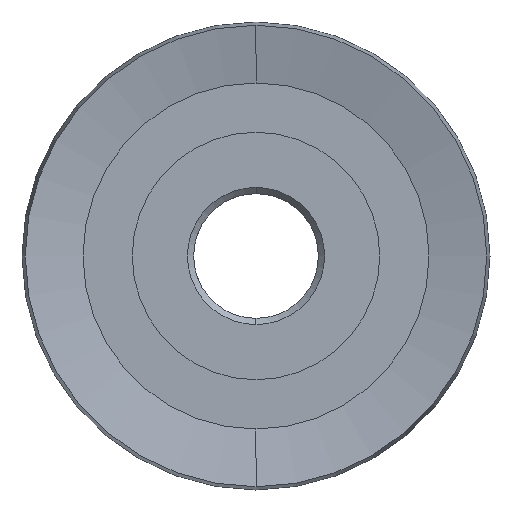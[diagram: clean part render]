
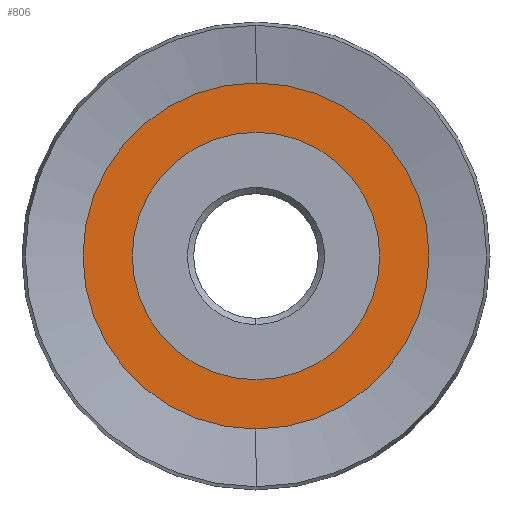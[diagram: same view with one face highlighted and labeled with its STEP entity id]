
A CAD part, left-side view. The second image highlights one B-rep face of the part: STEP entity #806.
In plain terms, the highlighted planar face has unit normal (-1, 0, 0).
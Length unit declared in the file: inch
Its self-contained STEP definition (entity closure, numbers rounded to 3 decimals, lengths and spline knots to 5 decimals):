
#23 = DIRECTION ( 'NONE',  ( -1., 0., 0. ) ) ;
#117 = CIRCLE ( 'NONE', #4512, 0.248 ) ;
#155 = FACE_BOUND ( 'NONE', #2899, .T. ) ;
#318 = ORIENTED_EDGE ( 'NONE', *, *, #4200, .F. ) ;
#363 = EDGE_LOOP ( 'NONE', ( #3527, #626 ) ) ;
#540 = AXIS2_PLACEMENT_3D ( 'NONE', #1773, #4489, #2147 ) ;
#626 = ORIENTED_EDGE ( 'NONE', *, *, #4313, .T. ) ;
#731 = CARTESIAN_POINT ( 'NONE',  ( 0.0315, 0., 0.248 ) ) ;
#745 = VERTEX_POINT ( 'NONE', #4624 ) ;
#790 = CIRCLE ( 'NONE', #540, 0.34669 ) ;
#806 = ADVANCED_FACE ( 'NONE', ( #155, #3197 ), #4620, .T. ) ;
#926 = CARTESIAN_POINT ( 'NONE',  ( 0.0315, 0., 0. ) ) ;
#935 = ORIENTED_EDGE ( 'NONE', *, *, #3012, .F. ) ;
#967 = AXIS2_PLACEMENT_3D ( 'NONE', #3847, #23, #2683 ) ;
#1002 = VERTEX_POINT ( 'NONE', #731 ) ;
#1069 = CARTESIAN_POINT ( 'NONE',  ( 0.0315, 0., 0. ) ) ;
#1097 = CARTESIAN_POINT ( 'NONE',  ( 0.0315, 0., 0. ) ) ;
#1285 = DIRECTION ( 'NONE',  ( 0., 0., 1. ) ) ;
#1432 = DIRECTION ( 'NONE',  ( 0., 0., 1. ) ) ;
#1462 = DIRECTION ( 'NONE',  ( 0., 0., 1. ) ) ;
#1773 = CARTESIAN_POINT ( 'NONE',  ( 0.0315, 0., 0. ) ) ;
#2147 = DIRECTION ( 'NONE',  ( 0., 0., 1. ) ) ;
#2683 = DIRECTION ( 'NONE',  ( 0., 0., 1. ) ) ;
#2899 = EDGE_LOOP ( 'NONE', ( #318, #935 ) ) ;
#2978 = EDGE_CURVE ( 'NONE', #3421, #745, #4661, .T. ) ;
#3012 = EDGE_CURVE ( 'NONE', #4475, #1002, #3497, .T. ) ;
#3079 = CARTESIAN_POINT ( 'NONE',  ( 0.0315, 0., -0.248 ) ) ;
#3197 = FACE_OUTER_BOUND ( 'NONE', #363, .T. ) ;
#3421 = VERTEX_POINT ( 'NONE', #4937 ) ;
#3497 = CIRCLE ( 'NONE', #4721, 0.248 ) ;
#3527 = ORIENTED_EDGE ( 'NONE', *, *, #2978, .T. ) ;
#3613 = DIRECTION ( 'NONE',  ( -1., 0., 0. ) ) ;
#3773 = DIRECTION ( 'NONE',  ( -1., 0., 0. ) ) ;
#3808 = DIRECTION ( 'NONE',  ( -1., 0., 0. ) ) ;
#3847 = CARTESIAN_POINT ( 'NONE',  ( 0.0315, 0., 0. ) ) ;
#3948 = AXIS2_PLACEMENT_3D ( 'NONE', #1069, #3773, #1432 ) ;
#4200 = EDGE_CURVE ( 'NONE', #1002, #4475, #117, .T. ) ;
#4313 = EDGE_CURVE ( 'NONE', #745, #3421, #790, .T. ) ;
#4475 = VERTEX_POINT ( 'NONE', #3079 ) ;
#4489 = DIRECTION ( 'NONE',  ( -1., 0., 0. ) ) ;
#4512 = AXIS2_PLACEMENT_3D ( 'NONE', #926, #3613, #1285 ) ;
#4620 = PLANE ( 'NONE',  #967 ) ;
#4624 = CARTESIAN_POINT ( 'NONE',  ( 0.0315, 0., -0.34669 ) ) ;
#4661 = CIRCLE ( 'NONE', #3948, 0.34669 ) ;
#4721 = AXIS2_PLACEMENT_3D ( 'NONE', #1097, #3808, #1462 ) ;
#4937 = CARTESIAN_POINT ( 'NONE',  ( 0.0315, 0., 0.34669 ) ) ;
